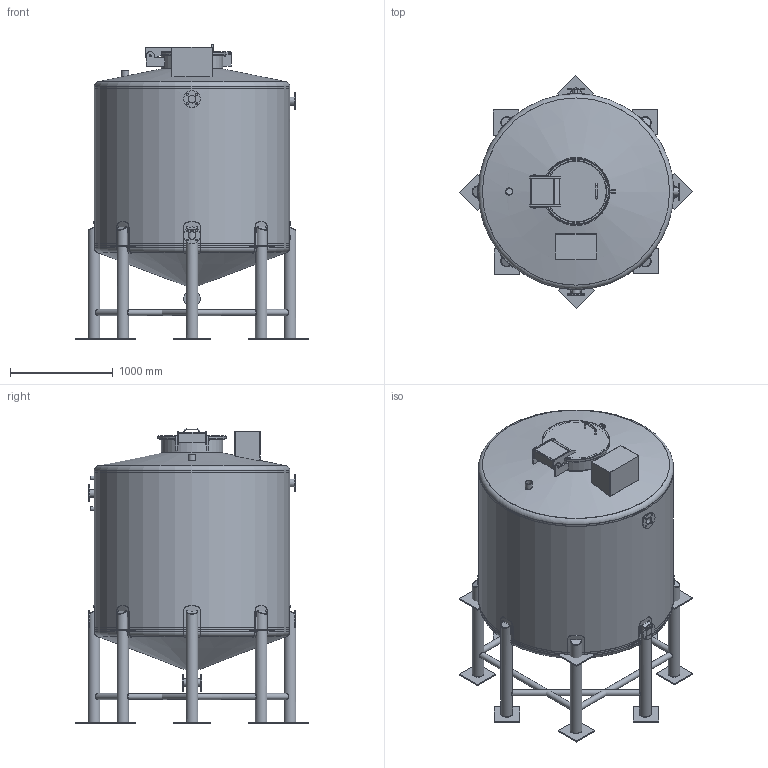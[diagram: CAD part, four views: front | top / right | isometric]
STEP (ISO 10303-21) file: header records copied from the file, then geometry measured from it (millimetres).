
FILE_DESCRIPTION( ( 'Unknown' ), '1' );
FILE_NAME( 'Tank-Legs-Assy.stp', 'Unknown', ( 'Unknown' ), ( 'Unknown' ), 'XStep 1.0', 'Unknown', ' ' );
FILE_SCHEMA( ( 'CONFIG_CONTROL_DESIGN' ) );
Length unit declared in the file: millimetre
Products named in the file (57): 1; 2; 3; 4; 5; 6; 7; 8; 9; 10; 11; 12; 13; 14; 15; 16; 17; 18; 19; 20; 21; 22; 23; 24; 25; 26; 27; 28; 29; 30; 31; 32; 33; 34; 35; 36; 37; 38; 39; 40 ...
Bounding box: 2263.51 x 2263.51 x 2866.94 mm (x, y, z)
Volume: 180797915.2 mm3; surface area: 124036685.9 mm2
Topology: 182 solids, 185 shells, 1496 faces, 3449 edges, 2251 vertices
Faces by surface type: plane 655, cylinder 595, cone 125, torus 78, bspline 34, extrusion 9
Full cylindrical faces by diameter (mm): 6 x8, 12 x15, 14 x14, 17 x88, 20 x4, 22 x18, 30.291 x5, 36 x5, 37 x6, 52.95 x9, 60.15 x9, 61.3 x3, 69 x3, 70 x12, 73.2 x38, 76.2 x38, 77 x28, 102.26 x9, 114.3 x9, 165 x22, 526 x4, 586 x4, 588 x4, 600 x8, 602 x4, 624 x4, 626 x4, 628 x4, 640 x4, 650 x5
Entity records: 14157 total; most frequent: CARTESIAN_POINT 5215, DIRECTION 1399, ORIENTED_EDGE 1060, AXIS2_PLACEMENT_3D 580, EDGE_CURVE 530, EDGE_LOOP 508, VERTEX_POINT 410, FACE_OUTER_BOUND 391
